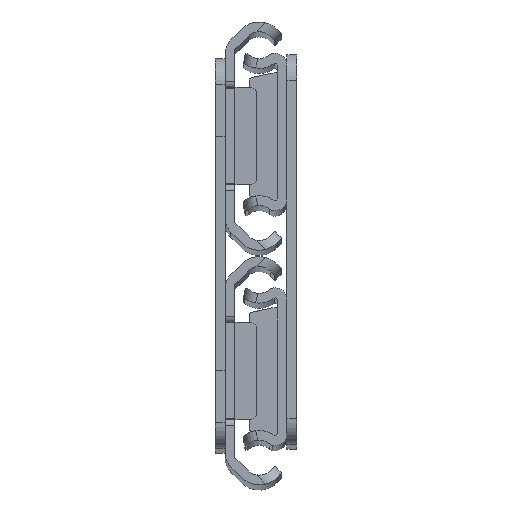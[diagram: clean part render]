
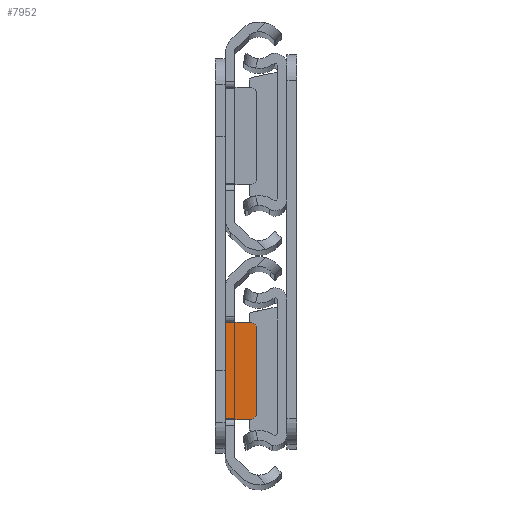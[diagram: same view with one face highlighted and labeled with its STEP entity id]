
A CAD part, top view. The second image highlights one B-rep face of the part: STEP entity #7952.
In plain terms, the highlighted planar face has unit normal (0, 0, 1).
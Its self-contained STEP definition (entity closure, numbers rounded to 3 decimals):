
#280 = EDGE_CURVE ( 'NONE', #2305, #1163, #2252, .T. ) ;
#417 = DIRECTION ( 'NONE',  ( -1., 0., 0. ) ) ;
#431 = CARTESIAN_POINT ( 'NONE',  ( 2.3, -6.5, -2.2 ) ) ;
#449 = CARTESIAN_POINT ( 'NONE',  ( 2.3, -7.5, -2.2 ) ) ;
#677 = CARTESIAN_POINT ( 'NONE',  ( -1.5, -7.5, -2.2 ) ) ;
#850 = VERTEX_POINT ( 'NONE', #6251 ) ;
#899 = ORIENTED_EDGE ( 'NONE', *, *, #280, .F. ) ;
#947 = EDGE_CURVE ( 'NONE', #5351, #3625, #7524, .T. ) ;
#1163 = VERTEX_POINT ( 'NONE', #2141 ) ;
#1328 = LINE ( 'NONE', #677, #1434 ) ;
#1339 = LINE ( 'NONE', #1862, #8100 ) ;
#1434 = VECTOR ( 'NONE', #6329, 1000. ) ;
#1673 = CARTESIAN_POINT ( 'NONE',  ( -1.5, 7.5, -2.2 ) ) ;
#1785 = CIRCLE ( 'NONE', #5312, 1. ) ;
#1862 = CARTESIAN_POINT ( 'NONE',  ( -1.5, 7.5, -2.2 ) ) ;
#1881 = EDGE_CURVE ( 'NONE', #3625, #850, #5530, .T. ) ;
#2135 = VERTEX_POINT ( 'NONE', #3397 ) ;
#2141 = CARTESIAN_POINT ( 'NONE',  ( 0., -7.5, -2.2 ) ) ;
#2193 = DIRECTION ( 'NONE',  ( 0., 1., 0. ) ) ;
#2209 = VECTOR ( 'NONE', #2193, 1000. ) ;
#2252 = LINE ( 'NONE', #4761, #5990 ) ;
#2284 = FACE_OUTER_BOUND ( 'NONE', #4388, .T. ) ;
#2305 = VERTEX_POINT ( 'NONE', #449 ) ;
#2379 = VERTEX_POINT ( 'NONE', #6961 ) ;
#2430 = DIRECTION ( 'NONE',  ( 0., 0., 1. ) ) ;
#2552 = CARTESIAN_POINT ( 'NONE',  ( 2.3, 6.5, -2.2 ) ) ;
#2905 = ORIENTED_EDGE ( 'NONE', *, *, #1881, .T. ) ;
#2921 = DIRECTION ( 'NONE',  ( 0., 0., 1. ) ) ;
#3293 = EDGE_CURVE ( 'NONE', #2305, #7954, #1785, .T. ) ;
#3359 = DIRECTION ( 'NONE',  ( 0., 1., 0. ) ) ;
#3397 = CARTESIAN_POINT ( 'NONE',  ( -1.5, -7.5, -2.2 ) ) ;
#3431 = DIRECTION ( 'NONE',  ( 0., -1., 0. ) ) ;
#3479 = PLANE ( 'NONE',  #6568 ) ;
#3625 = VERTEX_POINT ( 'NONE', #5000 ) ;
#4174 = DIRECTION ( 'NONE',  ( 0., 0., -1. ) ) ;
#4196 = EDGE_CURVE ( 'NONE', #2379, #850, #1339, .T. ) ;
#4388 = EDGE_LOOP ( 'NONE', ( #5103, #7849, #2905, #4883, #5932, #6180, #899, #6893 ) ) ;
#4695 = EDGE_CURVE ( 'NONE', #2135, #1163, #1328, .T. ) ;
#4745 = LINE ( 'NONE', #5734, #2209 ) ;
#4761 = CARTESIAN_POINT ( 'NONE',  ( 3.3, -7.5, -2.2 ) ) ;
#4883 = ORIENTED_EDGE ( 'NONE', *, *, #4196, .F. ) ;
#5000 = CARTESIAN_POINT ( 'NONE',  ( 2.3, 7.5, -2.2 ) ) ;
#5067 = DIRECTION ( 'NONE',  ( 0., 1., 0. ) ) ;
#5103 = ORIENTED_EDGE ( 'NONE', *, *, #6645, .F. ) ;
#5194 = LINE ( 'NONE', #5970, #7867 ) ;
#5238 = CARTESIAN_POINT ( 'NONE',  ( 3.3, -6.5, -2.2 ) ) ;
#5312 = AXIS2_PLACEMENT_3D ( 'NONE', #431, #2921, #5419 ) ;
#5351 = VERTEX_POINT ( 'NONE', #5440 ) ;
#5419 = DIRECTION ( 'NONE',  ( 0., 1., 0. ) ) ;
#5440 = CARTESIAN_POINT ( 'NONE',  ( 3.3, 6.5, -2.2 ) ) ;
#5530 = LINE ( 'NONE', #6729, #6621 ) ;
#5574 = EDGE_CURVE ( 'NONE', #2135, #2379, #4745, .T. ) ;
#5734 = CARTESIAN_POINT ( 'NONE',  ( -1.5, 7.5, -2.2 ) ) ;
#5932 = ORIENTED_EDGE ( 'NONE', *, *, #5574, .F. ) ;
#5946 = AXIS2_PLACEMENT_3D ( 'NONE', #2552, #2430, #5067 ) ;
#5970 = CARTESIAN_POINT ( 'NONE',  ( 3.3, -7.5, -2.2 ) ) ;
#5990 = VECTOR ( 'NONE', #417, 1000. ) ;
#6065 = DIRECTION ( 'NONE',  ( -1., 0., 0. ) ) ;
#6180 = ORIENTED_EDGE ( 'NONE', *, *, #4695, .T. ) ;
#6251 = CARTESIAN_POINT ( 'NONE',  ( 0., 7.5, -2.2 ) ) ;
#6329 = DIRECTION ( 'NONE',  ( 1., 0., 0. ) ) ;
#6421 = DIRECTION ( 'NONE',  ( 1., 0., 0. ) ) ;
#6568 = AXIS2_PLACEMENT_3D ( 'NONE', #1673, #4174, #3359 ) ;
#6621 = VECTOR ( 'NONE', #6065, 1000. ) ;
#6645 = EDGE_CURVE ( 'NONE', #5351, #7954, #5194, .T. ) ;
#6729 = CARTESIAN_POINT ( 'NONE',  ( 3.3, 7.5, -2.2 ) ) ;
#6893 = ORIENTED_EDGE ( 'NONE', *, *, #3293, .T. ) ;
#6961 = CARTESIAN_POINT ( 'NONE',  ( -1.5, 7.5, -2.2 ) ) ;
#7524 = CIRCLE ( 'NONE', #5946, 1. ) ;
#7849 = ORIENTED_EDGE ( 'NONE', *, *, #947, .T. ) ;
#7867 = VECTOR ( 'NONE', #3431, 1000. ) ;
#7952 = ADVANCED_FACE ( 'NONE', ( #2284 ), #3479, .F. ) ;
#7954 = VERTEX_POINT ( 'NONE', #5238 ) ;
#8100 = VECTOR ( 'NONE', #6421, 1000. ) ;
